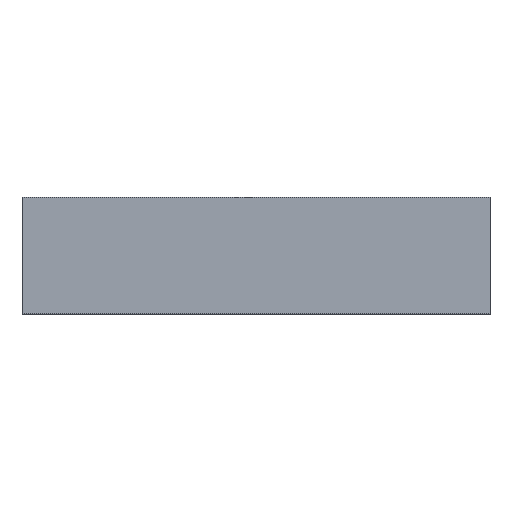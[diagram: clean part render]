
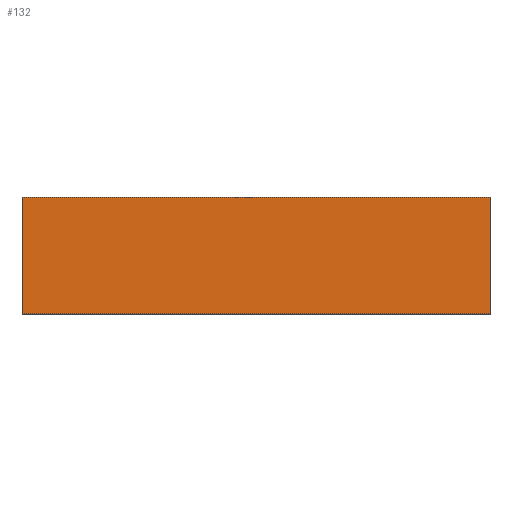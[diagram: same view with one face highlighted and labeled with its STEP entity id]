
A CAD part, top view. The second image highlights one B-rep face of the part: STEP entity #132.
In plain terms, the highlighted planar face has unit normal (0, 0, 1).
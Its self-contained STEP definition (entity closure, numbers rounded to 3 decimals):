
#3 = CARTESIAN_POINT ( 'NONE',  ( 0., 6., 75. ) ) ;
#7 = CARTESIAN_POINT ( 'NONE',  ( -4000., 1000., 75. ) ) ;
#55 = EDGE_CURVE ( 'NONE', #465, #1002, #1453, .T. ) ;
#94 = LINE ( 'NONE', #665, #1124 ) ;
#132 = ADVANCED_FACE ( 'NONE', ( #296 ), #1661, .T. ) ;
#194 = EDGE_CURVE ( 'NONE', #1026, #465, #1069, .T. ) ;
#249 = DIRECTION ( 'NONE',  ( 1., 0., 0. ) ) ;
#286 = DIRECTION ( 'NONE',  ( 1., 0., 0. ) ) ;
#288 = DIRECTION ( 'NONE',  ( 0., -1., 0. ) ) ;
#296 = FACE_OUTER_BOUND ( 'NONE', #916, .T. ) ;
#359 = VERTEX_POINT ( 'NONE', #1103 ) ;
#395 = ORIENTED_EDGE ( 'NONE', *, *, #1280, .F. ) ;
#465 = VERTEX_POINT ( 'NONE', #1899 ) ;
#472 = CARTESIAN_POINT ( 'NONE',  ( 0., 1000., 75. ) ) ;
#654 = ORIENTED_EDGE ( 'NONE', *, *, #194, .T. ) ;
#665 = CARTESIAN_POINT ( 'NONE',  ( -4000., 1000., 75. ) ) ;
#775 = DIRECTION ( 'NONE',  ( 0., 0., 1. ) ) ;
#789 = DIRECTION ( 'NONE',  ( 0., -1., 0. ) ) ;
#916 = EDGE_LOOP ( 'NONE', ( #395, #1102, #654, #1308 ) ) ;
#1002 = VERTEX_POINT ( 'NONE', #3 ) ;
#1026 = VERTEX_POINT ( 'NONE', #1221 ) ;
#1069 = LINE ( 'NONE', #7, #1844 ) ;
#1102 = ORIENTED_EDGE ( 'NONE', *, *, #1426, .F. ) ;
#1103 = CARTESIAN_POINT ( 'NONE',  ( 0., 1000., 75. ) ) ;
#1124 = VECTOR ( 'NONE', #249, 1000. ) ;
#1221 = CARTESIAN_POINT ( 'NONE',  ( -4000., 1000., 75. ) ) ;
#1280 = EDGE_CURVE ( 'NONE', #359, #1002, #1632, .T. ) ;
#1308 = ORIENTED_EDGE ( 'NONE', *, *, #55, .T. ) ;
#1311 = VECTOR ( 'NONE', #288, 1000. ) ;
#1426 = EDGE_CURVE ( 'NONE', #1026, #359, #94, .T. ) ;
#1453 = LINE ( 'NONE', #1924, #1461 ) ;
#1461 = VECTOR ( 'NONE', #286, 1000. ) ;
#1533 = CARTESIAN_POINT ( 'NONE',  ( -4000., 1000., 75. ) ) ;
#1632 = LINE ( 'NONE', #472, #1311 ) ;
#1661 = PLANE ( 'NONE',  #1903 ) ;
#1819 = DIRECTION ( 'NONE',  ( 0., -1., 0. ) ) ;
#1844 = VECTOR ( 'NONE', #789, 1000. ) ;
#1899 = CARTESIAN_POINT ( 'NONE',  ( -4000., 6., 75. ) ) ;
#1903 = AXIS2_PLACEMENT_3D ( 'NONE', #1533, #775, #1819 ) ;
#1924 = CARTESIAN_POINT ( 'NONE',  ( -4000., 6., 75. ) ) ;
